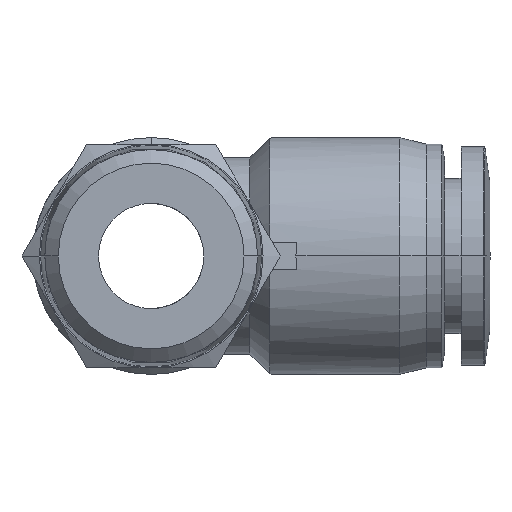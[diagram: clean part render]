
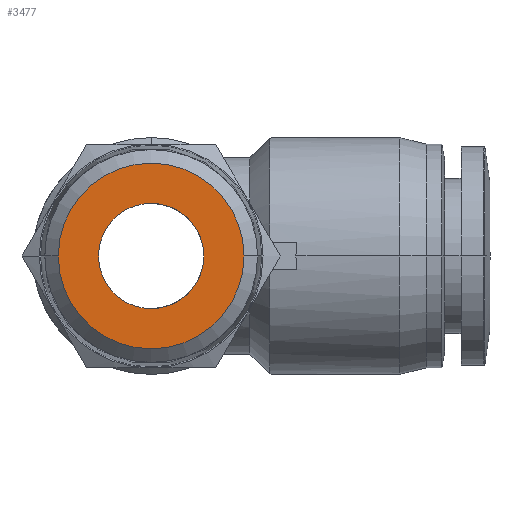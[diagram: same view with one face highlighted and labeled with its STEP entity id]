
A CAD part, front view. The second image highlights one B-rep face of the part: STEP entity #3477.
In plain terms, the highlighted planar face has unit normal (0, -1, 0).
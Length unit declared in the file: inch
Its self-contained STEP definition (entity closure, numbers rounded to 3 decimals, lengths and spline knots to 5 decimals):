
#7 = DIRECTION ( 'NONE',  ( -1., 0., 0. ) ) ;
#44 = DIRECTION ( 'NONE',  ( 0., 1., 0. ) ) ;
#64 = CARTESIAN_POINT ( 'NONE',  ( 0., -0.66929, 0. ) ) ;
#108 = EDGE_CURVE ( 'NONE', #4204, #975, #2906, .T. ) ;
#191 = AXIS2_PLACEMENT_3D ( 'NONE', #1857, #1834, #4814 ) ;
#201 = ORIENTED_EDGE ( 'NONE', *, *, #1294, .T. ) ;
#428 = ORIENTED_EDGE ( 'NONE', *, *, #3862, .T. ) ;
#438 = AXIS2_PLACEMENT_3D ( 'NONE', #1108, #3766, #1501 ) ;
#565 = CARTESIAN_POINT ( 'NONE',  ( 0.15748, -0.66929, 0. ) ) ;
#597 = EDGE_CURVE ( 'NONE', #726, #3849, #1531, .T. ) ;
#726 = VERTEX_POINT ( 'NONE', #565 ) ;
#975 = VERTEX_POINT ( 'NONE', #3291 ) ;
#1019 = CIRCLE ( 'NONE', #2350, 0.15748 ) ;
#1108 = CARTESIAN_POINT ( 'NONE',  ( -0.1389, -0.66929, 0. ) ) ;
#1169 = CARTESIAN_POINT ( 'NONE',  ( -0.2778, -0.66929, 0. ) ) ;
#1294 = EDGE_CURVE ( 'NONE', #3849, #726, #1019, .T. ) ;
#1320 = FACE_OUTER_BOUND ( 'NONE', #2634, .T. ) ;
#1501 = DIRECTION ( 'NONE',  ( 0., 0., -1. ) ) ;
#1531 = CIRCLE ( 'NONE', #191, 0.15748 ) ;
#1543 = AXIS2_PLACEMENT_3D ( 'NONE', #2074, #4807, #2453 ) ;
#1834 = DIRECTION ( 'NONE',  ( 0., 1., 0. ) ) ;
#1857 = CARTESIAN_POINT ( 'NONE',  ( 0., -0.66929, 0. ) ) ;
#2074 = CARTESIAN_POINT ( 'NONE',  ( 0., -0.66929, 0. ) ) ;
#2350 = AXIS2_PLACEMENT_3D ( 'NONE', #64, #44, #7 ) ;
#2453 = DIRECTION ( 'NONE',  ( -1., 0., 0. ) ) ;
#2618 = CIRCLE ( 'NONE', #1543, 0.2778 ) ;
#2634 = EDGE_LOOP ( 'NONE', ( #4259, #428 ) ) ;
#2636 = EDGE_LOOP ( 'NONE', ( #201, #3402 ) ) ;
#2906 = CIRCLE ( 'NONE', #3502, 0.2778 ) ;
#3291 = CARTESIAN_POINT ( 'NONE',  ( 0.2778, -0.66929, 0. ) ) ;
#3307 = FACE_BOUND ( 'NONE', #2636, .T. ) ;
#3402 = ORIENTED_EDGE ( 'NONE', *, *, #597, .T. ) ;
#3477 = ADVANCED_FACE ( 'NONE', ( #3307, #1320 ), #3746, .T. ) ;
#3502 = AXIS2_PLACEMENT_3D ( 'NONE', #4159, #3952, #3966 ) ;
#3746 = PLANE ( 'NONE',  #438 ) ;
#3766 = DIRECTION ( 'NONE',  ( 0., -1., 0. ) ) ;
#3849 = VERTEX_POINT ( 'NONE', #4355 ) ;
#3862 = EDGE_CURVE ( 'NONE', #975, #4204, #2618, .T. ) ;
#3952 = DIRECTION ( 'NONE',  ( 0., -1., 0. ) ) ;
#3966 = DIRECTION ( 'NONE',  ( -1., 0., 0. ) ) ;
#4159 = CARTESIAN_POINT ( 'NONE',  ( 0., -0.66929, 0. ) ) ;
#4204 = VERTEX_POINT ( 'NONE', #1169 ) ;
#4259 = ORIENTED_EDGE ( 'NONE', *, *, #108, .T. ) ;
#4355 = CARTESIAN_POINT ( 'NONE',  ( -0.15748, -0.66929, 0. ) ) ;
#4807 = DIRECTION ( 'NONE',  ( 0., -1., 0. ) ) ;
#4814 = DIRECTION ( 'NONE',  ( -1., 0., 0. ) ) ;
